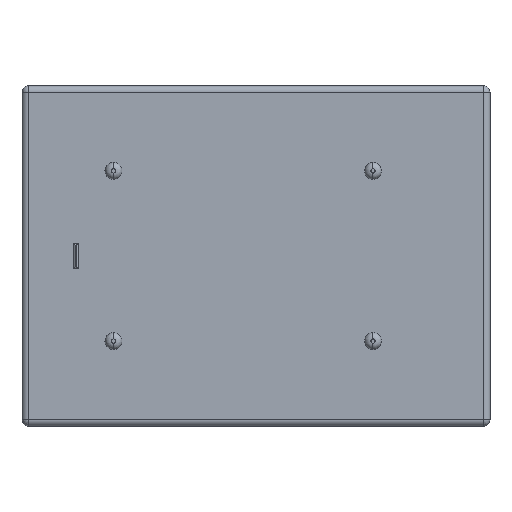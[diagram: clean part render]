
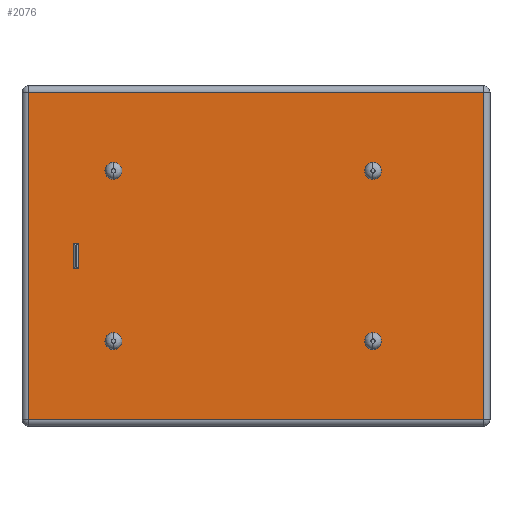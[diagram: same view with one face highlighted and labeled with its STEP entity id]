
A CAD part, front view. The second image highlights one B-rep face of the part: STEP entity #2076.
In plain terms, the highlighted planar face has unit normal (0, -1, 0).
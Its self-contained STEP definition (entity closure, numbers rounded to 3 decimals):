
#13 = CARTESIAN_POINT ( 'NONE',  ( 5.5, 0., -3.6 ) ) ;
#16 = ORIENTED_EDGE ( 'NONE', *, *, #91, .F. ) ;
#29 = DIRECTION ( 'NONE',  ( 0., 0., 1. ) ) ;
#44 = DIRECTION ( 'NONE',  ( 0., -1., 0. ) ) ;
#66 = CIRCLE ( 'NONE', #484, 0.4 ) ;
#91 = EDGE_CURVE ( 'NONE', #1900, #1992, #1607, .T. ) ;
#103 = EDGE_LOOP ( 'NONE', ( #688, #16 ) ) ;
#104 = DIRECTION ( 'NONE',  ( 0., 0., -1. ) ) ;
#109 = CARTESIAN_POINT ( 'NONE',  ( -6.7, 0., 4.4 ) ) ;
#137 = ORIENTED_EDGE ( 'NONE', *, *, #1693, .T. ) ;
#145 = EDGE_LOOP ( 'NONE', ( #1350, #437 ) ) ;
#157 = VECTOR ( 'NONE', #1338, 1000. ) ;
#189 = DIRECTION ( 'NONE',  ( 0., 0., -1. ) ) ;
#199 = LINE ( 'NONE', #753, #1585 ) ;
#207 = CIRCLE ( 'NONE', #365, 0.4 ) ;
#251 = FACE_BOUND ( 'NONE', #1276, .T. ) ;
#260 = ORIENTED_EDGE ( 'NONE', *, *, #546, .F. ) ;
#264 = AXIS2_PLACEMENT_3D ( 'NONE', #1032, #1346, #363 ) ;
#276 = VECTOR ( 'NONE', #189, 1000. ) ;
#303 = LINE ( 'NONE', #343, #388 ) ;
#307 = VERTEX_POINT ( 'NONE', #1233 ) ;
#326 = LINE ( 'NONE', #1023, #764 ) ;
#343 = CARTESIAN_POINT ( 'NONE',  ( 11., 0., -7.7 ) ) ;
#344 = LINE ( 'NONE', #1398, #1172 ) ;
#351 = DIRECTION ( 'NONE',  ( 0., -1., 0. ) ) ;
#363 = DIRECTION ( 'NONE',  ( 0., 0., -1. ) ) ;
#365 = AXIS2_PLACEMENT_3D ( 'NONE', #1769, #1109, #1267 ) ;
#370 = CIRCLE ( 'NONE', #264, 0.4 ) ;
#386 = VERTEX_POINT ( 'NONE', #1367 ) ;
#388 = VECTOR ( 'NONE', #498, 1000. ) ;
#390 = AXIS2_PLACEMENT_3D ( 'NONE', #1246, #2100, #424 ) ;
#400 = CARTESIAN_POINT ( 'NONE',  ( -6.7, 0., -4.4 ) ) ;
#401 = VERTEX_POINT ( 'NONE', #2073 ) ;
#424 = DIRECTION ( 'NONE',  ( 0., 0., -1. ) ) ;
#437 = ORIENTED_EDGE ( 'NONE', *, *, #744, .F. ) ;
#452 = CIRCLE ( 'NONE', #510, 0.4 ) ;
#484 = AXIS2_PLACEMENT_3D ( 'NONE', #1960, #917, #104 ) ;
#498 = DIRECTION ( 'NONE',  ( 1., 0., 0. ) ) ;
#510 = AXIS2_PLACEMENT_3D ( 'NONE', #984, #925, #2096 ) ;
#515 = ORIENTED_EDGE ( 'NONE', *, *, #567, .F. ) ;
#516 = EDGE_CURVE ( 'NONE', #1992, #1900, #66, .T. ) ;
#541 = CARTESIAN_POINT ( 'NONE',  ( -8.58, 0., -0.6 ) ) ;
#544 = ORIENTED_EDGE ( 'NONE', *, *, #2111, .F. ) ;
#546 = EDGE_CURVE ( 'NONE', #307, #401, #551, .T. ) ;
#551 = CIRCLE ( 'NONE', #390, 0.4 ) ;
#555 = EDGE_CURVE ( 'NONE', #792, #1794, #1777, .T. ) ;
#567 = EDGE_CURVE ( 'NONE', #401, #307, #207, .T. ) ;
#583 = LINE ( 'NONE', #795, #2072 ) ;
#591 = CARTESIAN_POINT ( 'NONE',  ( -8.34, 0., 0.6 ) ) ;
#600 = EDGE_CURVE ( 'NONE', #1368, #798, #1838, .T. ) ;
#623 = EDGE_CURVE ( 'NONE', #1595, #829, #326, .T. ) ;
#637 = FACE_BOUND ( 'NONE', #103, .T. ) ;
#639 = AXIS2_PLACEMENT_3D ( 'NONE', #1756, #2119, #2112 ) ;
#687 = EDGE_LOOP ( 'NONE', ( #544, #1964, #1489, #715 ) ) ;
#688 = ORIENTED_EDGE ( 'NONE', *, *, #516, .F. ) ;
#690 = CARTESIAN_POINT ( 'NONE',  ( 0., 0., 0. ) ) ;
#715 = ORIENTED_EDGE ( 'NONE', *, *, #623, .F. ) ;
#733 = EDGE_CURVE ( 'NONE', #867, #2031, #1250, .T. ) ;
#744 = EDGE_CURVE ( 'NONE', #1794, #792, #370, .T. ) ;
#752 = CARTESIAN_POINT ( 'NONE',  ( -10.7, 0., 7.7 ) ) ;
#753 = CARTESIAN_POINT ( 'NONE',  ( -11., 0., 7.7 ) ) ;
#755 = CARTESIAN_POINT ( 'NONE',  ( -8.34, 0., -0.6 ) ) ;
#764 = VECTOR ( 'NONE', #29, 1000. ) ;
#765 = DIRECTION ( 'NONE',  ( -1., 0., 0. ) ) ;
#792 = VERTEX_POINT ( 'NONE', #109 ) ;
#795 = CARTESIAN_POINT ( 'NONE',  ( -10.7, 0., -8. ) ) ;
#798 = VERTEX_POINT ( 'NONE', #806 ) ;
#806 = CARTESIAN_POINT ( 'NONE',  ( 5.5, 0., -4.4 ) ) ;
#815 = AXIS2_PLACEMENT_3D ( 'NONE', #690, #351, #1357 ) ;
#829 = VERTEX_POINT ( 'NONE', #591 ) ;
#853 = EDGE_CURVE ( 'NONE', #798, #1368, #452, .T. ) ;
#867 = VERTEX_POINT ( 'NONE', #1413 ) ;
#917 = DIRECTION ( 'NONE',  ( 0., -1., 0. ) ) ;
#925 = DIRECTION ( 'NONE',  ( 0., -1., 0. ) ) ;
#954 = VERTEX_POINT ( 'NONE', #1116 ) ;
#958 = VERTEX_POINT ( 'NONE', #752 ) ;
#980 = LINE ( 'NONE', #1278, #1301 ) ;
#984 = CARTESIAN_POINT ( 'NONE',  ( 5.5, 0., -4. ) ) ;
#994 = CARTESIAN_POINT ( 'NONE',  ( -8.58, 0., -0.6 ) ) ;
#1023 = CARTESIAN_POINT ( 'NONE',  ( -8.34, 0., -0.6 ) ) ;
#1028 = CARTESIAN_POINT ( 'NONE',  ( -8.58, 0., -0.6 ) ) ;
#1032 = CARTESIAN_POINT ( 'NONE',  ( -6.7, 0., 4. ) ) ;
#1036 = AXIS2_PLACEMENT_3D ( 'NONE', #1132, #1966, #1799 ) ;
#1069 = EDGE_CURVE ( 'NONE', #1959, #954, #980, .T. ) ;
#1109 = DIRECTION ( 'NONE',  ( 0., -1., 0. ) ) ;
#1115 = EDGE_CURVE ( 'NONE', #958, #386, #583, .T. ) ;
#1116 = CARTESIAN_POINT ( 'NONE',  ( 10.7, 0., 7.7 ) ) ;
#1123 = DIRECTION ( 'NONE',  ( 0., 0., 1. ) ) ;
#1127 = FACE_BOUND ( 'NONE', #145, .T. ) ;
#1132 = CARTESIAN_POINT ( 'NONE',  ( 5.5, 0., -4. ) ) ;
#1172 = VECTOR ( 'NONE', #1566, 1000. ) ;
#1185 = PLANE ( 'NONE',  #815 ) ;
#1206 = EDGE_CURVE ( 'NONE', #829, #867, #344, .T. ) ;
#1233 = CARTESIAN_POINT ( 'NONE',  ( 5.5, 0., 4.4 ) ) ;
#1244 = ORIENTED_EDGE ( 'NONE', *, *, #600, .F. ) ;
#1246 = CARTESIAN_POINT ( 'NONE',  ( 5.5, 0., 4. ) ) ;
#1248 = FACE_OUTER_BOUND ( 'NONE', #1945, .T. ) ;
#1250 = LINE ( 'NONE', #994, #276 ) ;
#1259 = ORIENTED_EDGE ( 'NONE', *, *, #853, .F. ) ;
#1267 = DIRECTION ( 'NONE',  ( 0., 0., -1. ) ) ;
#1276 = EDGE_LOOP ( 'NONE', ( #260, #515 ) ) ;
#1277 = CARTESIAN_POINT ( 'NONE',  ( -6.7, 0., -3.6 ) ) ;
#1278 = CARTESIAN_POINT ( 'NONE',  ( 10.7, 0., 8. ) ) ;
#1288 = CARTESIAN_POINT ( 'NONE',  ( 10.7, 0., -7.7 ) ) ;
#1301 = VECTOR ( 'NONE', #1123, 1000. ) ;
#1338 = DIRECTION ( 'NONE',  ( 1., 0., 0. ) ) ;
#1346 = DIRECTION ( 'NONE',  ( 0., -1., 0. ) ) ;
#1350 = ORIENTED_EDGE ( 'NONE', *, *, #555, .F. ) ;
#1357 = DIRECTION ( 'NONE',  ( 0., 0., -1. ) ) ;
#1361 = AXIS2_PLACEMENT_3D ( 'NONE', #1363, #44, #1540 ) ;
#1363 = CARTESIAN_POINT ( 'NONE',  ( -6.7, 0., -4. ) ) ;
#1367 = CARTESIAN_POINT ( 'NONE',  ( -10.7, 0., -7.7 ) ) ;
#1368 = VERTEX_POINT ( 'NONE', #13 ) ;
#1398 = CARTESIAN_POINT ( 'NONE',  ( -8.58, 0., 0.6 ) ) ;
#1406 = FACE_BOUND ( 'NONE', #1961, .T. ) ;
#1411 = EDGE_CURVE ( 'NONE', #386, #1959, #303, .T. ) ;
#1413 = CARTESIAN_POINT ( 'NONE',  ( -8.58, 0., 0.6 ) ) ;
#1486 = ORIENTED_EDGE ( 'NONE', *, *, #1069, .T. ) ;
#1489 = ORIENTED_EDGE ( 'NONE', *, *, #1206, .F. ) ;
#1540 = DIRECTION ( 'NONE',  ( 0., 0., -1. ) ) ;
#1554 = ORIENTED_EDGE ( 'NONE', *, *, #1115, .T. ) ;
#1566 = DIRECTION ( 'NONE',  ( -1., 0., 0. ) ) ;
#1585 = VECTOR ( 'NONE', #765, 1000. ) ;
#1595 = VERTEX_POINT ( 'NONE', #755 ) ;
#1607 = CIRCLE ( 'NONE', #1361, 0.4 ) ;
#1623 = CARTESIAN_POINT ( 'NONE',  ( -6.7, 0., 3.6 ) ) ;
#1642 = FACE_BOUND ( 'NONE', #687, .T. ) ;
#1693 = EDGE_CURVE ( 'NONE', #954, #958, #199, .T. ) ;
#1756 = CARTESIAN_POINT ( 'NONE',  ( -6.7, 0., 4. ) ) ;
#1769 = CARTESIAN_POINT ( 'NONE',  ( 5.5, 0., 4. ) ) ;
#1777 = CIRCLE ( 'NONE', #639, 0.4 ) ;
#1794 = VERTEX_POINT ( 'NONE', #1623 ) ;
#1796 = DIRECTION ( 'NONE',  ( 0., 0., -1. ) ) ;
#1799 = DIRECTION ( 'NONE',  ( 0., 0., -1. ) ) ;
#1838 = CIRCLE ( 'NONE', #1036, 0.4 ) ;
#1900 = VERTEX_POINT ( 'NONE', #400 ) ;
#1945 = EDGE_LOOP ( 'NONE', ( #137, #1554, #2055, #1486 ) ) ;
#1959 = VERTEX_POINT ( 'NONE', #1288 ) ;
#1960 = CARTESIAN_POINT ( 'NONE',  ( -6.7, 0., -4. ) ) ;
#1961 = EDGE_LOOP ( 'NONE', ( #1244, #1259 ) ) ;
#1964 = ORIENTED_EDGE ( 'NONE', *, *, #733, .F. ) ;
#1966 = DIRECTION ( 'NONE',  ( 0., -1., 0. ) ) ;
#1992 = VERTEX_POINT ( 'NONE', #1277 ) ;
#2031 = VERTEX_POINT ( 'NONE', #541 ) ;
#2055 = ORIENTED_EDGE ( 'NONE', *, *, #1411, .T. ) ;
#2071 = LINE ( 'NONE', #1028, #157 ) ;
#2072 = VECTOR ( 'NONE', #1796, 1000. ) ;
#2073 = CARTESIAN_POINT ( 'NONE',  ( 5.5, 0., 3.6 ) ) ;
#2076 = ADVANCED_FACE ( 'NONE', ( #1406, #637, #1248, #251, #1127, #1642 ), #1185, .T. ) ;
#2096 = DIRECTION ( 'NONE',  ( 0., 0., -1. ) ) ;
#2100 = DIRECTION ( 'NONE',  ( 0., -1., 0. ) ) ;
#2111 = EDGE_CURVE ( 'NONE', #2031, #1595, #2071, .T. ) ;
#2112 = DIRECTION ( 'NONE',  ( 0., 0., -1. ) ) ;
#2119 = DIRECTION ( 'NONE',  ( 0., -1., 0. ) ) ;
